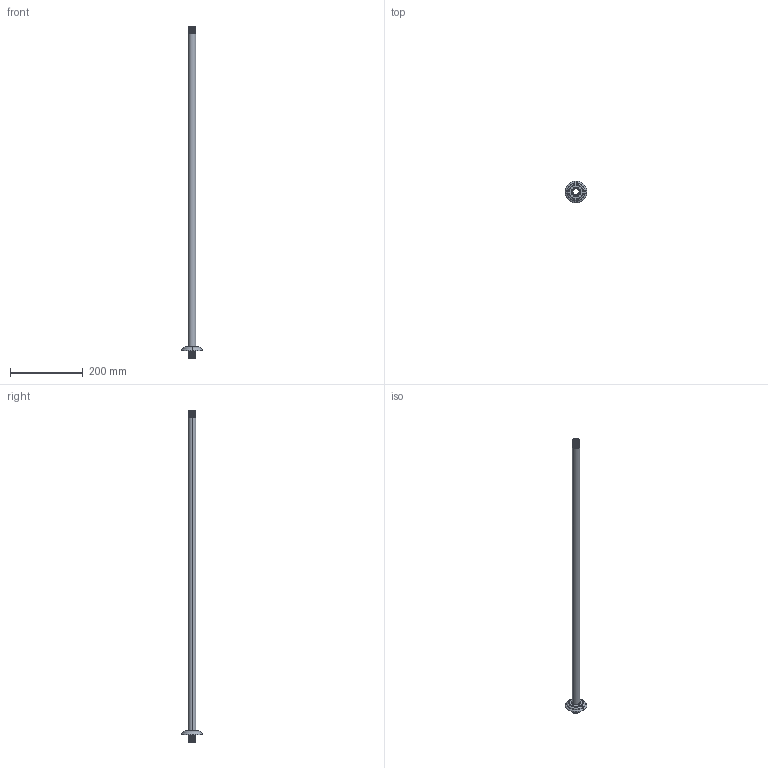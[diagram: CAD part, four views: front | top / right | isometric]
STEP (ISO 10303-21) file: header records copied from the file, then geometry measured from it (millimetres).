
FILE_DESCRIPTION((''),'2;1');
FILE_NAME('517-36_ASM','2010-11-19T',('project'),(''),'PRO/ENGINEER BY PARAMETRIC TECHNOLOGY CORPORATION, 2009300','PRO/ENGINEER BY PARAMETRIC TECHNOLOGY CORPORATION, 2009300','');
FILE_SCHEMA(('CONFIG_CONTROL_DESIGN'));
Length unit declared in the file: inch
Products named in the file (5): 50627; 91251; 2-332_ASM; 50558-36; 517-36_ASM
Assembly tree (4 placements, depth 3):
  517-36_ASM
    2-332_ASM
      50627
      91251
    50558-36
Bounding box: 59.94 x 59.94 x 914.4 mm (x, y, z)
Volume: 99519.9 mm3; surface area: 175977.1 mm2
Topology: 3 solids, 5 shells, 122 faces, 304 edges, 194 vertices
Faces by surface type: cone 44, cylinder 26, bspline 24, plane 16, torus 12
Entity records: 7879 total; most frequent: CARTESIAN_POINT 5023, ORIENTED_EDGE 600, DIRECTION 508, EDGE_CURVE 304, AXIS2_PLACEMENT_3D 207, VERTEX_POINT 194, EDGE_LOOP 134, FACE_OUTER_BOUND 122
